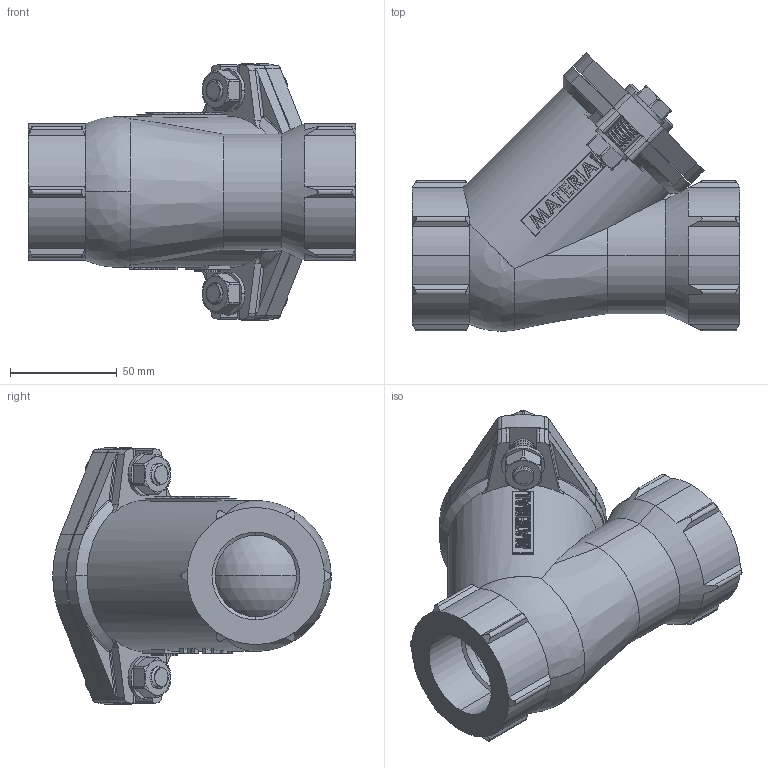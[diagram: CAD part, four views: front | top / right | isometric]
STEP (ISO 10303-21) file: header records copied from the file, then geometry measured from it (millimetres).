
FILE_DESCRIPTION (( 'STEP AP203' ), '1' );
FILE_NAME ('ROSCADA DN 25 - 80.STEP', '2017-04-19T09:52:08', ( '' ), ( '' ), 'SwSTEP 2.0', 'SolidWorks 2017', '' );
FILE_SCHEMA (( 'CONFIG_CONTROL_DESIGN' ));
Length unit declared in the file: millimetre
Products named in the file (1): ROSCADA DN 25 - 80
Bounding box: 153 x 130.16 x 119.82 mm (x, y, z)
Volume: 449430.8 mm3; surface area: 118759.6 mm2
Topology: 8 solids, 8 shells, 768 faces, 1954 edges, 1221 vertices
Faces by surface type: cylinder 346, plane 300, torus 51, cone 34, bspline 29, sphere 8
Entity records: 32537 total; most frequent: CARTESIAN_POINT 15219, ORIENTED_EDGE 3870, DIRECTION 3304, EDGE_CURVE 1935, VERTEX_POINT 1212, AXIS2_PLACEMENT_3D 1171, LINE 962, VECTOR 962
